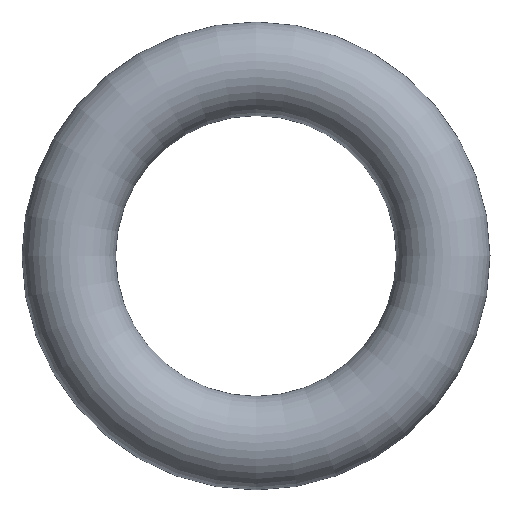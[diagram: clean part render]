
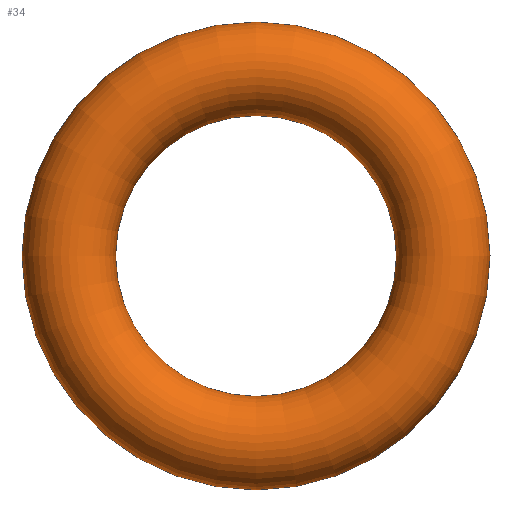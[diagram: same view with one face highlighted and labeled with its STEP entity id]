
A CAD part, top view. The second image highlights one B-rep face of the part: STEP entity #34.
In plain terms, the highlighted toroidal (fillet/blend) face has major radius 20 mm and minor radius 5 mm.
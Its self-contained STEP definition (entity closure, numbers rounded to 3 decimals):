
#34=ADVANCED_FACE('',(#36),#35,.T.);
#35=TOROIDAL_SURFACE('',#40,20.,5.);
#36=FACE_BOUND('',#37,.T.);
#37=VERTEX_LOOP('',#38);
#38=VERTEX_POINT('',#46);
#40=AXIS2_PLACEMENT_3D('',#47,#43,#44);
#43=DIRECTION('',(0.,0.,-1.));
#44=DIRECTION('',(-1.,0.,0.));
#46=CARTESIAN_POINT('',(-25.,0.,0.));
#47=CARTESIAN_POINT('',(0.,0.,0.));
